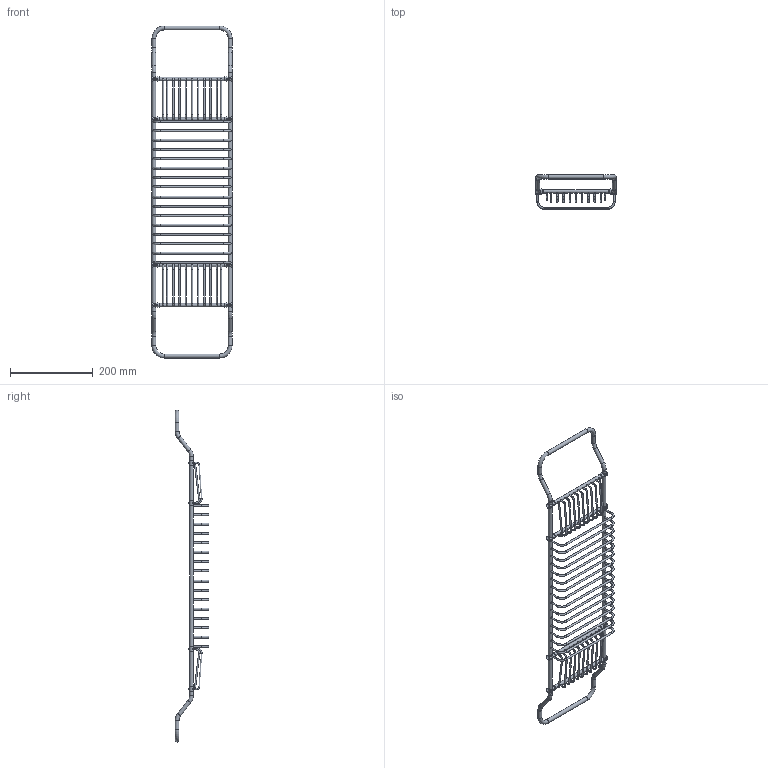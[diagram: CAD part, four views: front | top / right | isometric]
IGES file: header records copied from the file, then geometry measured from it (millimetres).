
Global section: file name: No Iges File Name specified; native system: Autodesk Inventor 2012; preprocessor: AutoDesk Inventor Iges Exporter R2012; author: sbajwa; date: 20130725.082906; units: millimetre
Bounding box: 197 x 81.99 x 801.58 mm (x, y, z)
Volume: 216932.3 mm3; surface area: 190349.3 mm2
Topology: 9 solids, 11 shells, 340 faces, 1040 edges, 660 vertices
Faces by surface type: cylinder 134, torus 88, revolution 66, bspline 24, plane 20, cone 8
Full cylindrical faces by diameter (mm): 3.18 x54, 3.19 x8, 4.4 x48, 8.05 x4, 9.58 x12, 12.375 x8
